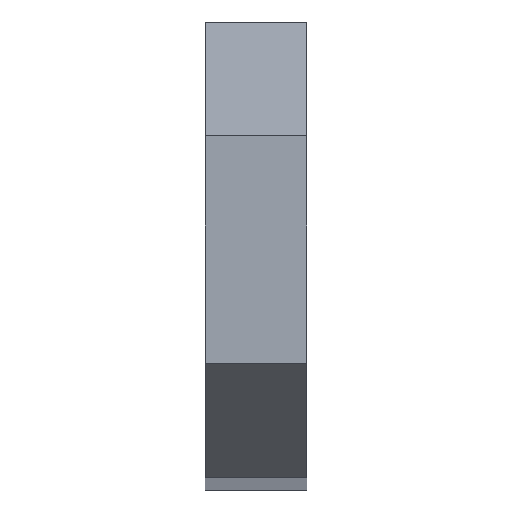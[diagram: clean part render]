
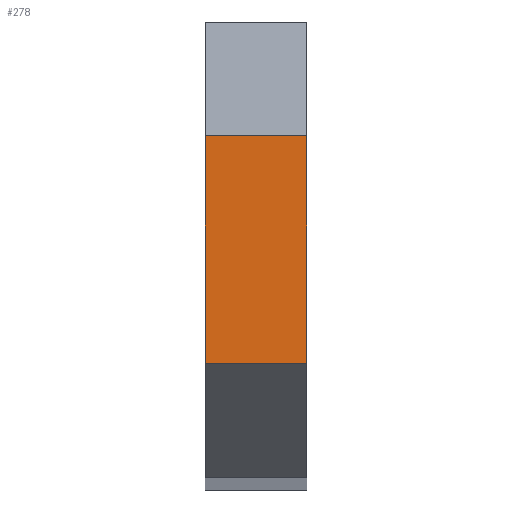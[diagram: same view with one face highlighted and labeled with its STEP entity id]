
A CAD part, top view. The second image highlights one B-rep face of the part: STEP entity #278.
In plain terms, the highlighted planar face has unit normal (0, 0, 1).
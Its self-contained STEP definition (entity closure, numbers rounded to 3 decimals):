
#40=FACE_OUTER_BOUND('',#58,.T.);
#58=EDGE_LOOP('',(#208,#209,#210,#211));
#76=LINE('',#417,#104);
#82=LINE('',#437,#110);
#85=LINE('',#443,#113);
#86=LINE('',#444,#114);
#104=VECTOR('',#339,10.);
#110=VECTOR('',#355,10.);
#113=VECTOR('',#360,10.);
#114=VECTOR('',#361,10.);
#132=VERTEX_POINT('',#414);
#133=VERTEX_POINT('',#416);
#142=VERTEX_POINT('',#436);
#144=VERTEX_POINT('',#442);
#157=EDGE_CURVE('',#133,#132,#76,.T.);
#167=EDGE_CURVE('',#133,#142,#82,.T.);
#170=EDGE_CURVE('',#132,#144,#85,.T.);
#171=EDGE_CURVE('',#142,#144,#86,.T.);
#208=ORIENTED_EDGE('',*,*,#157,.T.);
#209=ORIENTED_EDGE('',*,*,#170,.T.);
#210=ORIENTED_EDGE('',*,*,#171,.F.);
#211=ORIENTED_EDGE('',*,*,#167,.F.);
#268=PLANE('',#316);
#278=ADVANCED_FACE('',(#40),#268,.F.);
#316=AXIS2_PLACEMENT_3D('',#441,#358,#359);
#339=DIRECTION('',(0.,1.,0.));
#355=DIRECTION('',(-1.,0.,0.));
#358=DIRECTION('center_axis',(0.,0.,-1.));
#359=DIRECTION('ref_axis',(0.,-1.,0.));
#360=DIRECTION('',(-1.,0.,0.));
#361=DIRECTION('',(0.,1.,0.));
#414=CARTESIAN_POINT('',(2.,2.25,72.402));
#416=CARTESIAN_POINT('',(2.,-2.25,72.402));
#417=CARTESIAN_POINT('',(2.,1.125,72.402));
#436=CARTESIAN_POINT('',(0.,-2.25,72.402));
#437=CARTESIAN_POINT('',(4.,-2.25,72.402));
#441=CARTESIAN_POINT('Origin',(4.,2.25,72.402));
#442=CARTESIAN_POINT('',(0.,2.25,72.402));
#443=CARTESIAN_POINT('',(4.,2.25,72.402));
#444=CARTESIAN_POINT('',(0.,1.125,72.402));
